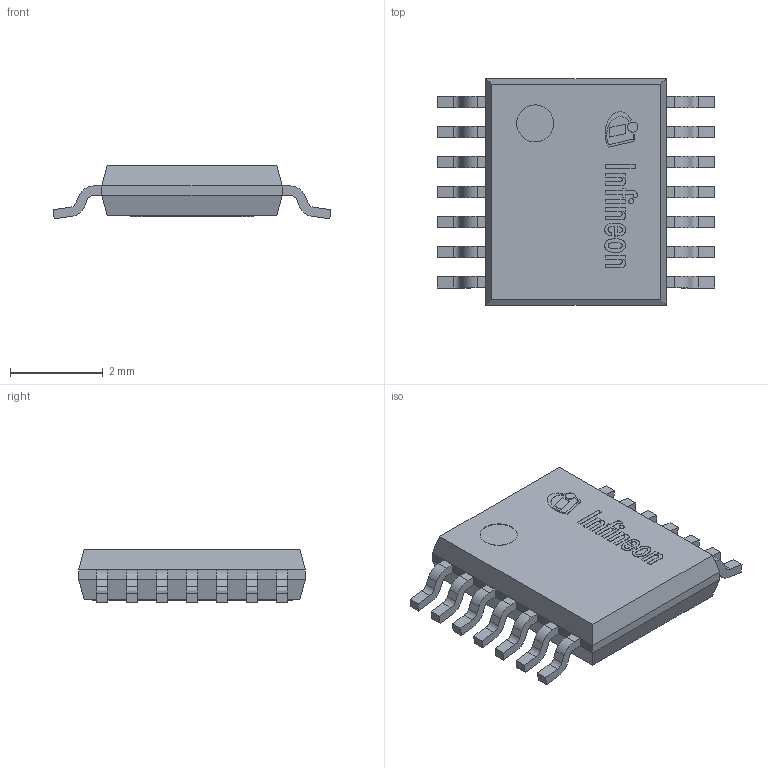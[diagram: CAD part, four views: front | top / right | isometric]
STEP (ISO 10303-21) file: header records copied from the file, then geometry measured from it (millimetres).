
FILE_DESCRIPTION(/* description */ (''),/* implementation_level */ '2;1');
FILE_NAME(/* name */ 'PG-TSDSO-14-22_Z8B00167754_V07_3D.stp',/* time_stamp */ '2019-03-25T21:01:48+06:00',/* author */ ('janartha'),/* organization */ (''),/* preprocessor_version */ 'ST-DEVELOPER v16.13',/* originating_system */ 'AutoCAD Mechanical',/* authorisation */ '');
FILE_SCHEMA (('AUTOMOTIVE_DESIGN { 1 0 10303 214 3 1 1 }'));
Length unit declared in the file: millimetre
Products named in the file (1): Product
Bounding box: 6 x 4.9 x 1.16 mm (x, y, z)
Volume: 20.8 mm3; surface area: 171.6 mm2
Topology: 31 solids, 31 shells, 354 faces, 873 edges, 582 vertices
Faces by surface type: plane 270, cylinder 66, bspline 18
Full cylindrical faces by diameter (mm): 0.107 x1, 0.219 x1, 0.8 x2
Entity records: 10566 total; most frequent: CARTESIAN_POINT 2176, ORIENTED_EDGE 1738, DIRECTION 1639, EDGE_CURVE 869, LINE 701, VECTOR 701, VERTEX_POINT 582, AXIS2_PLACEMENT_3D 469
